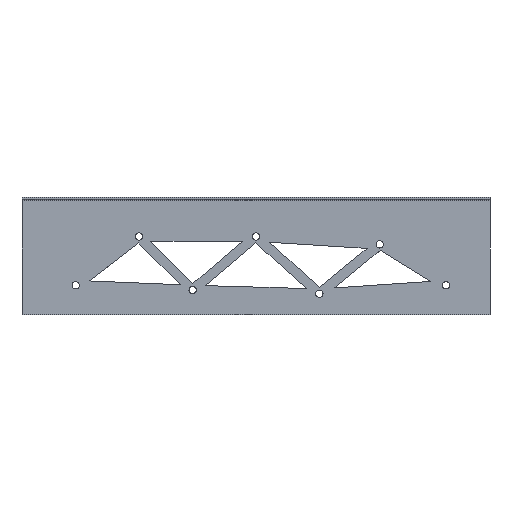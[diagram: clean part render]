
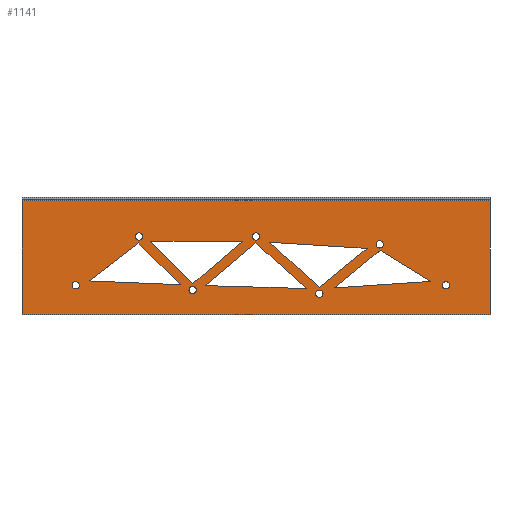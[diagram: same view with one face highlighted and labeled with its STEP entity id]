
A CAD part, top view. The second image highlights one B-rep face of the part: STEP entity #1141.
In plain terms, the highlighted planar face has unit normal (0, 0, 1).
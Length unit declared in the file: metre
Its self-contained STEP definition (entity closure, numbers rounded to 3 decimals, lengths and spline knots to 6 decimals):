
#13=CIRCLE('',#1203,0.004763);
#15=CIRCLE('',#1209,0.004763);
#17=CIRCLE('',#1212,0.004763);
#19=CIRCLE('',#1215,0.004763);
#21=CIRCLE('',#1218,0.004763);
#23=CIRCLE('',#1221,0.004763);
#25=CIRCLE('',#1224,0.004763);
#223=ORIENTED_EDGE('',*,*,#427,.F.);
#224=ORIENTED_EDGE('',*,*,#423,.F.);
#225=ORIENTED_EDGE('',*,*,#420,.T.);
#226=ORIENTED_EDGE('',*,*,#428,.F.);
#227=ORIENTED_EDGE('',*,*,#416,.T.);
#228=ORIENTED_EDGE('',*,*,#413,.T.);
#229=ORIENTED_EDGE('',*,*,#430,.F.);
#230=ORIENTED_EDGE('',*,*,#409,.F.);
#231=ORIENTED_EDGE('',*,*,#406,.T.);
#232=ORIENTED_EDGE('',*,*,#403,.T.);
#233=ORIENTED_EDGE('',*,*,#451,.F.);
#234=ORIENTED_EDGE('',*,*,#399,.F.);
#235=ORIENTED_EDGE('',*,*,#396,.T.);
#236=ORIENTED_EDGE('',*,*,#432,.F.);
#237=ORIENTED_EDGE('',*,*,#435,.F.);
#238=ORIENTED_EDGE('',*,*,#437,.F.);
#239=ORIENTED_EDGE('',*,*,#439,.F.);
#240=ORIENTED_EDGE('',*,*,#441,.F.);
#241=ORIENTED_EDGE('',*,*,#443,.F.);
#242=ORIENTED_EDGE('',*,*,#445,.F.);
#243=ORIENTED_EDGE('',*,*,#392,.F.);
#244=ORIENTED_EDGE('',*,*,#389,.F.);
#245=ORIENTED_EDGE('',*,*,#446,.F.);
#246=ORIENTED_EDGE('',*,*,#385,.T.);
#247=ORIENTED_EDGE('',*,*,#382,.T.);
#248=ORIENTED_EDGE('',*,*,#448,.T.);
#382=EDGE_CURVE('',#518,#516,#625,.T.);
#385=EDGE_CURVE('',#520,#518,#628,.T.);
#389=EDGE_CURVE('',#522,#524,#632,.T.);
#392=EDGE_CURVE('',#524,#526,#635,.T.);
#396=EDGE_CURVE('',#530,#528,#639,.T.);
#399=EDGE_CURVE('',#530,#532,#642,.T.);
#403=EDGE_CURVE('',#536,#534,#646,.T.);
#406=EDGE_CURVE('',#538,#536,#649,.T.);
#409=EDGE_CURVE('',#538,#540,#652,.T.);
#413=EDGE_CURVE('',#544,#542,#656,.T.);
#416=EDGE_CURVE('',#546,#544,#659,.T.);
#420=EDGE_CURVE('',#550,#548,#663,.T.);
#423=EDGE_CURVE('',#550,#552,#666,.T.);
#427=EDGE_CURVE('',#555,#555,#13,.T.);
#428=EDGE_CURVE('',#552,#548,#669,.T.);
#430=EDGE_CURVE('',#546,#542,#671,.T.);
#432=EDGE_CURVE('',#532,#528,#673,.T.);
#435=EDGE_CURVE('',#557,#557,#15,.T.);
#437=EDGE_CURVE('',#559,#559,#17,.T.);
#439=EDGE_CURVE('',#561,#561,#19,.T.);
#441=EDGE_CURVE('',#563,#563,#21,.T.);
#443=EDGE_CURVE('',#565,#565,#23,.T.);
#445=EDGE_CURVE('',#567,#567,#25,.T.);
#446=EDGE_CURVE('',#526,#522,#675,.T.);
#448=EDGE_CURVE('',#516,#520,#677,.T.);
#451=EDGE_CURVE('',#540,#534,#680,.T.);
#516=VERTEX_POINT('',#1640);
#518=VERTEX_POINT('',#1643);
#520=VERTEX_POINT('',#1649);
#522=VERTEX_POINT('',#1655);
#524=VERTEX_POINT('',#1658);
#526=VERTEX_POINT('',#1664);
#528=VERTEX_POINT('',#1670);
#530=VERTEX_POINT('',#1673);
#532=VERTEX_POINT('',#1679);
#534=VERTEX_POINT('',#1685);
#536=VERTEX_POINT('',#1688);
#538=VERTEX_POINT('',#1694);
#540=VERTEX_POINT('',#1700);
#542=VERTEX_POINT('',#1706);
#544=VERTEX_POINT('',#1709);
#546=VERTEX_POINT('',#1715);
#548=VERTEX_POINT('',#1721);
#550=VERTEX_POINT('',#1724);
#552=VERTEX_POINT('',#1730);
#555=VERTEX_POINT('',#1738);
#557=VERTEX_POINT('',#1752);
#559=VERTEX_POINT('',#1757);
#561=VERTEX_POINT('',#1762);
#563=VERTEX_POINT('',#1767);
#565=VERTEX_POINT('',#1772);
#567=VERTEX_POINT('',#1777);
#625=LINE('',#1642,#694);
#628=LINE('',#1648,#697);
#632=LINE('',#1657,#701);
#635=LINE('',#1663,#704);
#639=LINE('',#1672,#708);
#642=LINE('',#1678,#711);
#646=LINE('',#1687,#715);
#649=LINE('',#1693,#718);
#652=LINE('',#1699,#721);
#656=LINE('',#1708,#725);
#659=LINE('',#1714,#728);
#663=LINE('',#1723,#732);
#666=LINE('',#1729,#735);
#669=LINE('',#1740,#738);
#671=LINE('',#1743,#740);
#673=LINE('',#1746,#742);
#675=LINE('',#1779,#744);
#677=LINE('',#1782,#746);
#680=LINE('',#1787,#749);
#694=VECTOR('',#1319,1.);
#697=VECTOR('',#1324,1.);
#701=VECTOR('',#1330,1.);
#704=VECTOR('',#1335,1.);
#708=VECTOR('',#1341,1.);
#711=VECTOR('',#1346,1.);
#715=VECTOR('',#1352,1.);
#718=VECTOR('',#1357,1.);
#721=VECTOR('',#1362,1.);
#725=VECTOR('',#1368,1.);
#728=VECTOR('',#1373,1.);
#732=VECTOR('',#1379,1.);
#735=VECTOR('',#1384,1.);
#738=VECTOR('',#1395,1.);
#740=VECTOR('',#1399,1.);
#742=VECTOR('',#1403,1.);
#744=VECTOR('',#1443,1.);
#746=VECTOR('',#1447,1.);
#749=VECTOR('',#1454,1.);
#807=EDGE_LOOP('',(#223));
#808=EDGE_LOOP('',(#224,#225,#226));
#809=EDGE_LOOP('',(#227,#228,#229));
#810=EDGE_LOOP('',(#230,#231,#232,#233));
#811=EDGE_LOOP('',(#234,#235,#236));
#812=EDGE_LOOP('',(#237));
#813=EDGE_LOOP('',(#238));
#814=EDGE_LOOP('',(#239));
#815=EDGE_LOOP('',(#240));
#816=EDGE_LOOP('',(#241));
#817=EDGE_LOOP('',(#242));
#818=EDGE_LOOP('',(#243,#244,#245));
#819=EDGE_LOOP('',(#246,#247,#248));
#970=FACE_BOUND('',#807,.T.);
#971=FACE_BOUND('',#808,.T.);
#972=FACE_BOUND('',#809,.T.);
#973=FACE_BOUND('',#810,.T.);
#974=FACE_BOUND('',#811,.T.);
#975=FACE_BOUND('',#812,.T.);
#976=FACE_BOUND('',#813,.T.);
#977=FACE_BOUND('',#814,.T.);
#978=FACE_BOUND('',#815,.T.);
#979=FACE_BOUND('',#816,.T.);
#980=FACE_BOUND('',#817,.T.);
#981=FACE_BOUND('',#818,.T.);
#982=FACE_BOUND('',#819,.T.);
#1107=PLANE('',#1228);
#1141=ADVANCED_FACE('',(#970,#971,#972,#973,#974,#975,#976,#977,#978,#979,
#980,#981,#982),#1107,.T.);
#1203=AXIS2_PLACEMENT_3D('',#1737,#1391,#1392);
#1209=AXIS2_PLACEMENT_3D('',#1751,#1409,#1410);
#1212=AXIS2_PLACEMENT_3D('',#1756,#1415,#1416);
#1215=AXIS2_PLACEMENT_3D('',#1761,#1421,#1422);
#1218=AXIS2_PLACEMENT_3D('',#1766,#1427,#1428);
#1221=AXIS2_PLACEMENT_3D('',#1771,#1433,#1434);
#1224=AXIS2_PLACEMENT_3D('',#1776,#1439,#1440);
#1228=AXIS2_PLACEMENT_3D('',#1786,#1452,#1453);
#1319=DIRECTION('',(0.742,-0.671,0.));
#1324=DIRECTION('',(0.763,0.646,0.));
#1330=DIRECTION('',(-0.792,-0.61,0.));
#1335=DIRECTION('',(0.999,-0.042,0.));
#1341=DIRECTION('',(0.998,-0.063,0.));
#1346=DIRECTION('',(0.742,-0.671,0.));
#1352=DIRECTION('',(0.,1.,0.));
#1357=DIRECTION('',(1.,0.,0.));
#1362=DIRECTION('',(0.,1.,0.));
#1368=DIRECTION('',(0.851,-0.524,0.));
#1373=DIRECTION('',(0.774,0.634,0.));
#1379=DIRECTION('',(-0.707,0.707,0.));
#1384=DIRECTION('',(0.763,0.646,0.));
#1391=DIRECTION('',(0.,0.,1.));
#1392=DIRECTION('',(1.,0.,0.));
#1395=DIRECTION('',(-1.,0.,0.));
#1399=DIRECTION('',(0.998,0.067,0.));
#1403=DIRECTION('',(0.774,0.634,0.));
#1409=DIRECTION('',(0.,0.,1.));
#1410=DIRECTION('',(1.,0.,0.));
#1415=DIRECTION('',(0.,0.,1.));
#1416=DIRECTION('',(1.,0.,0.));
#1421=DIRECTION('',(0.,0.,1.));
#1422=DIRECTION('',(1.,0.,0.));
#1427=DIRECTION('',(0.,0.,1.));
#1428=DIRECTION('',(1.,0.,0.));
#1433=DIRECTION('',(0.,0.,1.));
#1434=DIRECTION('',(1.,0.,0.));
#1439=DIRECTION('',(0.,0.,1.));
#1440=DIRECTION('',(1.,0.,0.));
#1443=DIRECTION('',(-0.707,0.707,0.));
#1447=DIRECTION('',(-1.,0.029,0.));
#1452=DIRECTION('',(0.,0.,1.));
#1453=DIRECTION('',(1.,0.,0.));
#1454=DIRECTION('',(1.,0.,0.));
#1640=CARTESIAN_POINT('',(0.065508,-0.042368,0.002032));
#1642=CARTESIAN_POINT('',(0.008377,0.009269,0.002032));
#1643=CARTESIAN_POINT('',(-0.000138,0.016965,0.002032));
#1648=CARTESIAN_POINT('',(-0.008423,0.009955,0.002032));
#1649=CARTESIAN_POINT('',(-0.065783,-0.038581,0.002032));
#1655=CARTESIAN_POINT('',(-0.152945,0.016964,0.002032));
#1657=CARTESIAN_POINT('',(-0.065173,0.084589,0.002032));
#1658=CARTESIAN_POINT('',(-0.217122,-0.032482,0.002032));
#1663=CARTESIAN_POINT('',(-0.001729,-0.041465,0.002032));
#1664=CARTESIAN_POINT('',(-0.098553,-0.037427,0.002032));
#1670=CARTESIAN_POINT('',(0.144633,0.009863,0.002032));
#1672=CARTESIAN_POINT('',(0.001203,0.018961,0.002032));
#1673=CARTESIAN_POINT('',(0.017756,0.017911,0.002032));
#1678=CARTESIAN_POINT('',(0.016893,0.01869,0.002032));
#1679=CARTESIAN_POINT('',(0.082753,-0.040837,0.002032));
#1685=CARTESIAN_POINT('',(0.3048,0.072136,0.002032));
#1687=CARTESIAN_POINT('',(0.3048,0.,0.002032));
#1688=CARTESIAN_POINT('',(0.3048,-0.0762,0.002032));
#1693=CARTESIAN_POINT('',(0.,-0.0762,0.002032));
#1694=CARTESIAN_POINT('',(-0.3048,-0.0762,0.002032));
#1699=CARTESIAN_POINT('',(-0.3048,0.,0.002032));
#1700=CARTESIAN_POINT('',(-0.3048,0.072136,0.002032));
#1706=CARTESIAN_POINT('',(0.227418,-0.033097,0.002032));
#1708=CARTESIAN_POINT('',(0.047759,0.077548,0.002032));
#1709=CARTESIAN_POINT('',(0.161664,0.007398,0.002032));
#1714=CARTESIAN_POINT('',(0.061307,-0.074826,0.002032));
#1715=CARTESIAN_POINT('',(0.101929,-0.041544,0.002032));
#1721=CARTESIAN_POINT('',(-0.13707,0.01905,0.002032));
#1723=CARTESIAN_POINT('',(-0.05901,-0.05901,0.002032));
#1724=CARTESIAN_POINT('',(-0.082191,-0.035828,0.002032));
#1729=CARTESIAN_POINT('',(-0.016627,0.01965,0.002032));
#1730=CARTESIAN_POINT('',(-0.017335,0.01905,0.002032));
#1737=CARTESIAN_POINT('',(0.24765,-0.0381,0.002032));
#1738=CARTESIAN_POINT('',(0.252413,-0.0381,0.002032));
#1740=CARTESIAN_POINT('',(0.,0.01905,0.002032));
#1743=CARTESIAN_POINT('',(0.003243,-0.048186,0.002032));
#1746=CARTESIAN_POINT('',(0.053258,-0.065003,0.002032));
#1751=CARTESIAN_POINT('',(-0.234818,-0.0381,0.002032));
#1752=CARTESIAN_POINT('',(-0.230055,-0.0381,0.002032));
#1756=CARTESIAN_POINT('',(0.,0.0254,0.002032));
#1757=CARTESIAN_POINT('',(0.004763,0.0254,0.002032));
#1761=CARTESIAN_POINT('',(-0.1524,0.0254,0.002032));
#1762=CARTESIAN_POINT('',(-0.147638,0.0254,0.002032));
#1766=CARTESIAN_POINT('',(-0.08255,-0.04445,0.002032));
#1767=CARTESIAN_POINT('',(-0.077788,-0.04445,0.002032));
#1771=CARTESIAN_POINT('',(0.16114,0.015178,0.002032));
#1772=CARTESIAN_POINT('',(0.165902,0.015178,0.002032));
#1776=CARTESIAN_POINT('',(0.08255,-0.049213,0.002032));
#1777=CARTESIAN_POINT('',(0.087313,-0.049213,0.002032));
#1779=CARTESIAN_POINT('',(-0.06799,-0.06799,0.002032));
#1782=CARTESIAN_POINT('',(-0.001167,-0.040445,0.002032));
#1786=CARTESIAN_POINT('',(0.,0.,0.002032));
#1787=CARTESIAN_POINT('',(0.,0.072136,0.002032));
